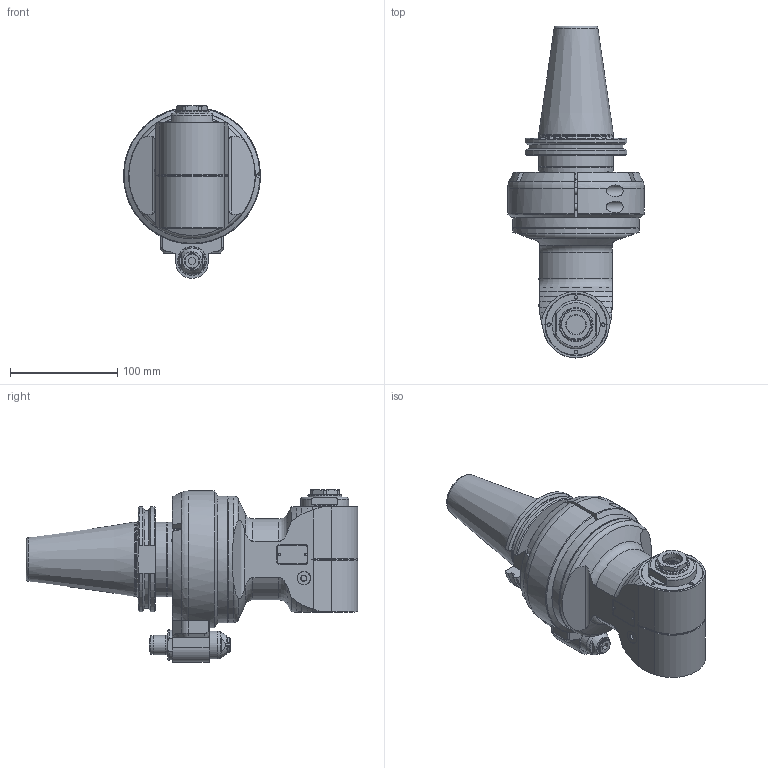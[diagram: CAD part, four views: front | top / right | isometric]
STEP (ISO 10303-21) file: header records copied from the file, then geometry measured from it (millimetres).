
FILE_DESCRIPTION(/* description */ (''),/* implementation_level */ '2;1');
FILE_NAME(/* name */ '9.F90.16000-2C50.stp',/* time_stamp */ '2025-09-03T10:08:01-04:00',/* author */ ('jkrenzer'),/* organization */ (''),/* preprocessor_version */ 'ST-DEVELOPER v18.1',/* originating_system */ 'Autodesk Inventor 2022',/* authorisation */ '');
FILE_SCHEMA (('AUTOMOTIVE_DESIGN { 1 0 10303 214 3 1 1 }'));
Length unit declared in the file: millimetre
Products named in the file (3): 9.F90.16000-2C50; 9GA21C_458  (EVO, Type 2, Cat50, 80mm); 9_F90_16000
Assembly tree (2 placements, depth 2):
  9.F90.16000-2C50
    9GA21C_458  (EVO, Type 2, Cat50, 80mm)
    9_F90_16000
Bounding box: 128 x 310.1 x 161 mm (x, y, z)
Volume: 1704239.5 mm3; surface area: 208313.4 mm2
Topology: 4 solids, 5 shells, 659 faces, 1636 edges, 1049 vertices
Faces by surface type: plane 271, cylinder 181, cone 163, torus 38, sphere 4, bspline 2
Full cylindrical faces by diameter (mm): 2.5 x3, 2.6 x2, 3 x2, 3.2 x4, 3.3 x2, 4.2 x2, 5 x3, 6 x3, 6.5 x3, 7 x2, 8 x1, 8.821 x1, 9 x1, 9.2 x1, 9.525 x1, 10 x4, 10.4 x2, 10.5 x20, 11 x2, 12 x4, 12.5 x3, 12.8 x1, 13 x1, 14 x1, 18 x4, 21.8 x1, 21.963 x1, 22.6 x1, 25.6 x1, 26 x1
Entity records: 22949 total; most frequent: CARTESIAN_POINT 7280, DIRECTION 3329, ORIENTED_EDGE 3214, EDGE_CURVE 1607, AXIS2_PLACEMENT_3D 1318, VERTEX_POINT 1049, EDGE_LOOP 764, LINE 693
